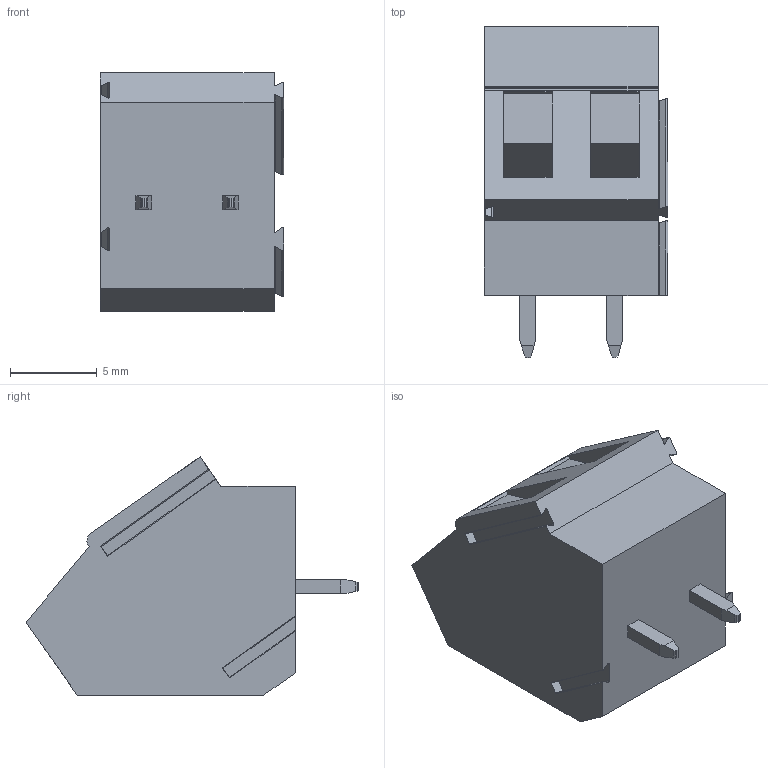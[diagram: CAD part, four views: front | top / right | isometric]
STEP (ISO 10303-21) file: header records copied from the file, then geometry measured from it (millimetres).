
FILE_DESCRIPTION(('STEP AP214'),'1');
FILE_NAME('terminal_blocks_a-tb500t202sb.stp','2020-03-14T02:59:02',('TraceParts'),('TraceParts S.A.'),'Spatial InterOp 3D',' ',' ');
FILE_SCHEMA(('AUTOMOTIVE_DESIGN { 1 0 10303 214 1 1 1 1 }'));
Length unit declared in the file: millimetre
Products named in the file (1): terminal_blocks_a-tb500t202sb
Bounding box: 10.55 x 19.09 x 13.7 mm (x, y, z)
Volume: 1396.6 mm3; surface area: 1092.5 mm2
Topology: 1 solids, 1 shells, 113 faces, 305 edges, 204 vertices
Faces by surface type: plane 89, cylinder 24
Entity records: 4445 total; most frequent: CARTESIAN_POINT 623, ORIENTED_EDGE 610, DIRECTION 583, EDGE_CURVE 305, LINE 255, VECTOR 255, VERTEX_POINT 204, AXIS2_PLACEMENT_3D 164
